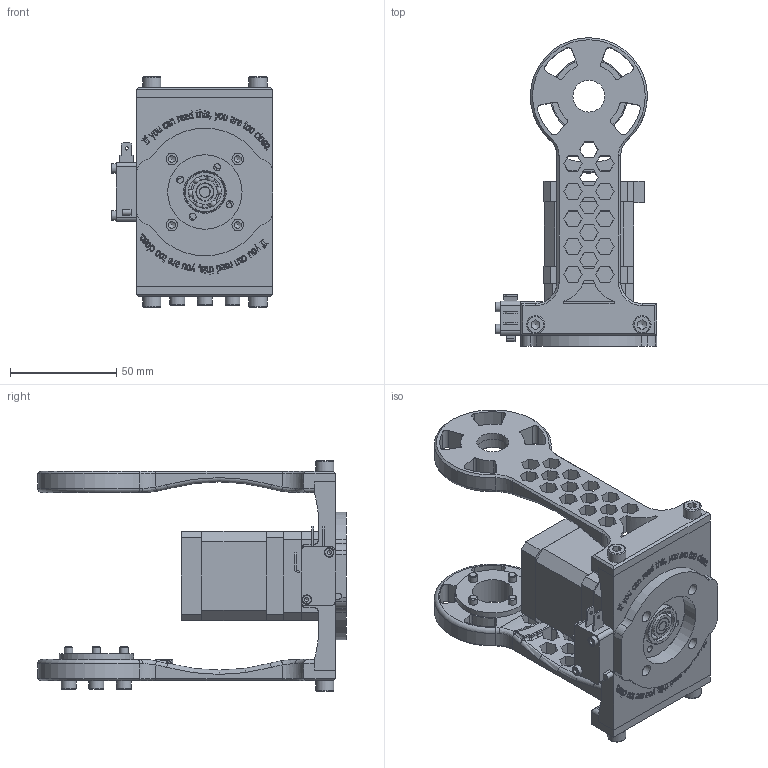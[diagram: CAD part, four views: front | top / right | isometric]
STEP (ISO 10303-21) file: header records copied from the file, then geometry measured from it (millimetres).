
FILE_DESCRIPTION(/* description */ (''),/* implementation_level */ '2;1');
FILE_NAME(/* name */ 'long_link.stp',/* time_stamp */ '2021-11-24T19:25:53+01:00',/* author */ ('Teo'),/* organization */ (''),/* preprocessor_version */ 'ST-DEVELOPER v18.1',/* originating_system */ 'Autodesk Inventor 2022',/* authorisation */ '');
FILE_SCHEMA (('AUTOMOTIVE_DESIGN { 1 0 10303 214 3 1 1 }'));
Products named in the file (21): long_link; Stepper_nema17; reductor_topless; Stator_encoder_lite; Center_encoder_lite; Excenter_lite; Stator_lite; Disk_lite; Center_lite; DIN 625 T1 - 619/8 - 8 x 19 x 6; Rotor_lite; Board; Magnet; Stepper_holder_2_lite; Forearm_1; Forearm_2; Limit_switch; DIN 912 - M2.5 x 4; DIN 912 - M5 x 16; DIN 912 - M4 x 25; DIN 912 - M4 x 16
Assembly tree (31 placements, depth 3):
  long_link
    Stepper_nema17
    reductor_topless
      Stator_encoder_lite
      Center_encoder_lite
      Excenter_lite
      Stator_lite
      Disk_lite
      DIN 625 T1 - 619/8 - 8 x 19 x 6  x2
      Center_lite
      Rotor_lite
      Board
      Magnet
    Stepper_holder_2_lite
    Forearm_1
    Forearm_2
    Limit_switch
    DIN 912 - M2.5 x 4  x2
    DIN 912 - M5 x 16  x4
    DIN 912 - M4 x 25  x4
    DIN 912 - M4 x 16  x4
Bounding box: 76.1 x 145 x 108.5 mm (x, y, z)
Volume: 232514.6 mm3; surface area: 97532.2 mm2
Topology: 44 solids, 44 shells, 2060 faces, 5482 edges, 3607 vertices
Faces by surface type: plane 1019, bspline 523, cylinder 338, torus 87, cone 79, sphere 14
Full cylindrical faces by diameter (mm): 0.6 x9, 1.016 x5, 1.5 x3, 2.5 x4, 3 x18, 3.25 x2, 3.3 x4, 4 x12, 4.5 x2, 5 x12, 5.5 x4, 6 x4, 7 x8, 8 x5, 8.5 x4, 9.1 x2, 10 x2, 11 x2, 11.52 x4, 15 x3, 15.48 x4, 19 x6, 22 x2, 30 x1, 35 x2, 37 x1, 38 x2
Entity records: 65463 total; most frequent: CARTESIAN_POINT 19793, ORIENTED_EDGE 10072, DIRECTION 7764, EDGE_CURVE 5036, VERTEX_POINT 3339, LINE 2946, VECTOR 2946, AXIS2_PLACEMENT_3D 2409
